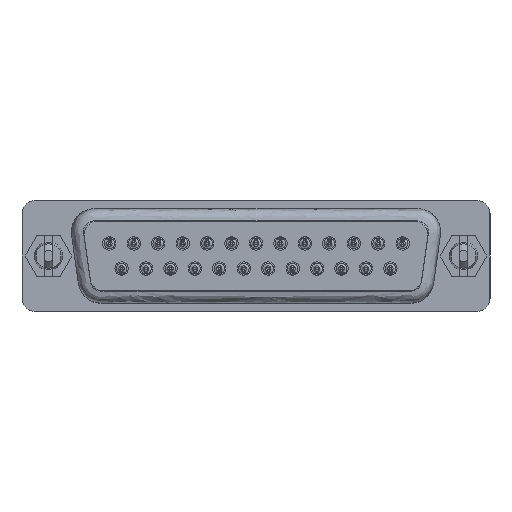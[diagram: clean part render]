
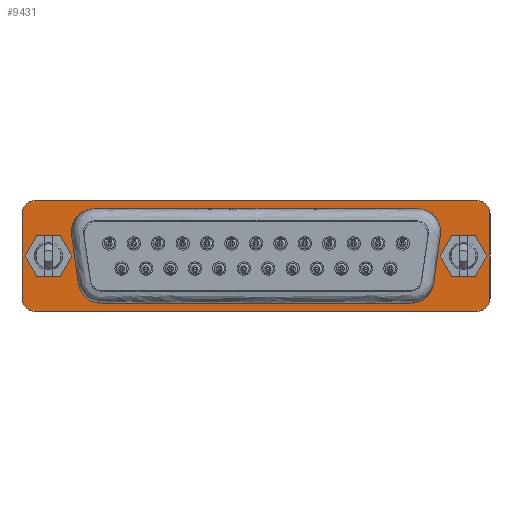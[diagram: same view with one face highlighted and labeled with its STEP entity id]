
A CAD part, front view. The second image highlights one B-rep face of the part: STEP entity #9431.
In plain terms, the highlighted planar face has unit normal (0, -1, 0).
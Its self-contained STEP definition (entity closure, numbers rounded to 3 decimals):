
#979=LINE('',#15459,#1722);
#980=LINE('',#15463,#1723);
#981=LINE('',#15467,#1724);
#982=LINE('',#15471,#1725);
#983=LINE('',#15477,#1726);
#984=LINE('',#15481,#1727);
#985=LINE('',#15485,#1728);
#986=LINE('',#15489,#1729);
#1722=VECTOR('',#12413,1000.);
#1723=VECTOR('',#12416,1000.);
#1724=VECTOR('',#12419,1000.);
#1725=VECTOR('',#12422,1000.);
#1726=VECTOR('',#12427,1000.);
#1727=VECTOR('',#12430,1000.);
#1728=VECTOR('',#12433,1000.);
#1729=VECTOR('',#12436,1000.);
#3225=ORIENTED_EDGE('',*,*,#5351,.T.);
#3226=ORIENTED_EDGE('',*,*,#5352,.T.);
#3227=ORIENTED_EDGE('',*,*,#5353,.T.);
#3228=ORIENTED_EDGE('',*,*,#5354,.T.);
#3229=ORIENTED_EDGE('',*,*,#5355,.T.);
#3230=ORIENTED_EDGE('',*,*,#5356,.T.);
#3231=ORIENTED_EDGE('',*,*,#5357,.T.);
#3232=ORIENTED_EDGE('',*,*,#5358,.T.);
#3233=ORIENTED_EDGE('',*,*,#5359,.T.);
#3234=ORIENTED_EDGE('',*,*,#5360,.F.);
#3235=ORIENTED_EDGE('',*,*,#5361,.F.);
#3236=ORIENTED_EDGE('',*,*,#5362,.F.);
#3237=ORIENTED_EDGE('',*,*,#5363,.F.);
#3238=ORIENTED_EDGE('',*,*,#5364,.F.);
#3239=ORIENTED_EDGE('',*,*,#5365,.F.);
#3240=ORIENTED_EDGE('',*,*,#5366,.F.);
#3241=ORIENTED_EDGE('',*,*,#5367,.F.);
#3242=ORIENTED_EDGE('',*,*,#5368,.T.);
#5351=EDGE_CURVE('',#6525,#6526,#7302,.T.);
#5352=EDGE_CURVE('',#6526,#6527,#979,.T.);
#5353=EDGE_CURVE('',#6527,#6528,#7303,.T.);
#5354=EDGE_CURVE('',#6528,#6529,#980,.T.);
#5355=EDGE_CURVE('',#6529,#6530,#7304,.T.);
#5356=EDGE_CURVE('',#6530,#6531,#981,.T.);
#5357=EDGE_CURVE('',#6531,#6532,#7305,.T.);
#5358=EDGE_CURVE('',#6532,#6525,#982,.T.);
#5359=EDGE_CURVE('',#6533,#6533,#7306,.T.);
#5360=EDGE_CURVE('',#6534,#6535,#7307,.T.);
#5361=EDGE_CURVE('',#6536,#6534,#983,.T.);
#5362=EDGE_CURVE('',#6537,#6536,#7308,.T.);
#5363=EDGE_CURVE('',#6538,#6537,#984,.T.);
#5364=EDGE_CURVE('',#6539,#6538,#7309,.T.);
#5365=EDGE_CURVE('',#6540,#6539,#985,.T.);
#5366=EDGE_CURVE('',#6541,#6540,#7310,.T.);
#5367=EDGE_CURVE('',#6535,#6541,#986,.T.);
#5368=EDGE_CURVE('',#6542,#6542,#7311,.T.);
#6525=VERTEX_POINT('',#15457);
#6526=VERTEX_POINT('',#15458);
#6527=VERTEX_POINT('',#15460);
#6528=VERTEX_POINT('',#15462);
#6529=VERTEX_POINT('',#15464);
#6530=VERTEX_POINT('',#15466);
#6531=VERTEX_POINT('',#15468);
#6532=VERTEX_POINT('',#15470);
#6533=VERTEX_POINT('',#15473);
#6534=VERTEX_POINT('',#15475);
#6535=VERTEX_POINT('',#15476);
#6536=VERTEX_POINT('',#15478);
#6537=VERTEX_POINT('',#15480);
#6538=VERTEX_POINT('',#15482);
#6539=VERTEX_POINT('',#15484);
#6540=VERTEX_POINT('',#15486);
#6541=VERTEX_POINT('',#15488);
#6542=VERTEX_POINT('',#15491);
#7302=CIRCLE('',#10584,2.6);
#7303=CIRCLE('',#10585,2.6);
#7304=CIRCLE('',#10586,2.6);
#7305=CIRCLE('',#10587,2.6);
#7306=CIRCLE('',#10588,1.5);
#7307=CIRCLE('',#10589,1.5);
#7308=CIRCLE('',#10590,1.5);
#7309=CIRCLE('',#10591,1.5);
#7310=CIRCLE('',#10592,1.5);
#7311=CIRCLE('',#10593,1.5);
#7805=EDGE_LOOP('',(#3225,#3226,#3227,#3228,#3229,#3230,#3231,#3232));
#7806=EDGE_LOOP('',(#3233));
#7807=EDGE_LOOP('',(#3234,#3235,#3236,#3237,#3238,#3239,#3240,#3241));
#7808=EDGE_LOOP('',(#3242));
#8603=FACE_BOUND('',#7805,.T.);
#8604=FACE_BOUND('',#7806,.T.);
#8605=FACE_BOUND('',#7807,.T.);
#8606=FACE_BOUND('',#7808,.T.);
#9098=PLANE('',#10583);
#9431=ADVANCED_FACE('',(#8603,#8604,#8605,#8606),#9098,.F.);
#10583=AXIS2_PLACEMENT_3D('',#15455,#12409,#12410);
#10584=AXIS2_PLACEMENT_3D('',#15456,#12411,#12412);
#10585=AXIS2_PLACEMENT_3D('',#15461,#12414,#12415);
#10586=AXIS2_PLACEMENT_3D('',#15465,#12417,#12418);
#10587=AXIS2_PLACEMENT_3D('',#15469,#12420,#12421);
#10588=AXIS2_PLACEMENT_3D('',#15472,#12423,#12424);
#10589=AXIS2_PLACEMENT_3D('',#15474,#12425,#12426);
#10590=AXIS2_PLACEMENT_3D('',#15479,#12428,#12429);
#10591=AXIS2_PLACEMENT_3D('',#15483,#12431,#12432);
#10592=AXIS2_PLACEMENT_3D('',#15487,#12434,#12435);
#10593=AXIS2_PLACEMENT_3D('',#15490,#12437,#12438);
#12409=DIRECTION('',(0.,1.,0.));
#12410=DIRECTION('',(0.,0.,1.));
#12411=DIRECTION('',(0.,1.,0.));
#12412=DIRECTION('',(1.,0.,0.));
#12413=DIRECTION('',(1.,0.,0.));
#12414=DIRECTION('',(0.,1.,0.));
#12415=DIRECTION('',(-1.,0.,0.));
#12416=DIRECTION('',(-0.139,0.,-0.99));
#12417=DIRECTION('',(0.,1.,0.));
#12418=DIRECTION('',(1.,0.,0.));
#12419=DIRECTION('',(-1.,0.,0.));
#12420=DIRECTION('',(0.,1.,0.));
#12421=DIRECTION('',(1.,0.,0.));
#12422=DIRECTION('',(-0.139,0.,0.99));
#12423=DIRECTION('',(0.,1.,0.));
#12424=DIRECTION('',(1.,0.,0.));
#12425=DIRECTION('',(0.,1.,0.));
#12426=DIRECTION('',(1.,0.,0.));
#12427=DIRECTION('',(0.,0.,1.));
#12428=DIRECTION('',(0.,1.,0.));
#12429=DIRECTION('',(1.,0.,0.));
#12430=DIRECTION('',(-1.,0.,0.));
#12431=DIRECTION('',(0.,1.,0.));
#12432=DIRECTION('',(1.,0.,0.));
#12433=DIRECTION('',(0.,0.,-1.));
#12434=DIRECTION('',(0.,1.,0.));
#12435=DIRECTION('',(-1.,0.,0.));
#12436=DIRECTION('',(1.,0.,0.));
#12437=DIRECTION('',(0.,1.,0.));
#12438=DIRECTION('',(1.,0.,0.));
#15455=CARTESIAN_POINT('',(-25.025,0.,4.775));
#15456=CARTESIAN_POINT('',(-18.34,0.,2.76));
#15457=CARTESIAN_POINT('',(-20.915,0.,2.398));
#15458=CARTESIAN_POINT('',(-18.34,0.,5.36));
#15459=CARTESIAN_POINT('',(-18.34,0.,5.36));
#15460=CARTESIAN_POINT('',(18.34,0.,5.36));
#15461=CARTESIAN_POINT('',(18.34,0.,2.76));
#15462=CARTESIAN_POINT('',(20.915,0.,2.398));
#15463=CARTESIAN_POINT('',(20.915,0.,2.398));
#15464=CARTESIAN_POINT('',(20.139,0.,-3.122));
#15465=CARTESIAN_POINT('',(17.564,0.,-2.76));
#15466=CARTESIAN_POINT('',(17.564,0.,-5.36));
#15467=CARTESIAN_POINT('',(17.564,0.,-5.36));
#15468=CARTESIAN_POINT('',(-17.564,0.,-5.36));
#15469=CARTESIAN_POINT('',(-17.564,0.,-2.76));
#15470=CARTESIAN_POINT('',(-20.139,0.,-3.122));
#15471=CARTESIAN_POINT('',(-20.139,0.,-3.122));
#15472=CARTESIAN_POINT('',(-23.52,0.,0.));
#15473=CARTESIAN_POINT('',(-22.02,0.,0.));
#15474=CARTESIAN_POINT('',(-25.025,0.,4.775));
#15475=CARTESIAN_POINT('',(-26.525,0.,4.775));
#15476=CARTESIAN_POINT('',(-25.025,0.,6.275));
#15477=CARTESIAN_POINT('',(-26.525,0.,-4.775));
#15478=CARTESIAN_POINT('',(-26.525,0.,-4.775));
#15479=CARTESIAN_POINT('',(-25.025,0.,-4.775));
#15480=CARTESIAN_POINT('',(-25.025,0.,-6.275));
#15481=CARTESIAN_POINT('',(25.025,0.,-6.275));
#15482=CARTESIAN_POINT('',(25.025,0.,-6.275));
#15483=CARTESIAN_POINT('',(25.025,0.,-4.775));
#15484=CARTESIAN_POINT('',(26.525,0.,-4.775));
#15485=CARTESIAN_POINT('',(26.525,0.,4.775));
#15486=CARTESIAN_POINT('',(26.525,0.,4.775));
#15487=CARTESIAN_POINT('',(25.025,0.,4.775));
#15488=CARTESIAN_POINT('',(25.025,0.,6.275));
#15489=CARTESIAN_POINT('',(-25.025,0.,6.275));
#15490=CARTESIAN_POINT('',(23.52,0.,0.));
#15491=CARTESIAN_POINT('',(25.02,0.,0.));
